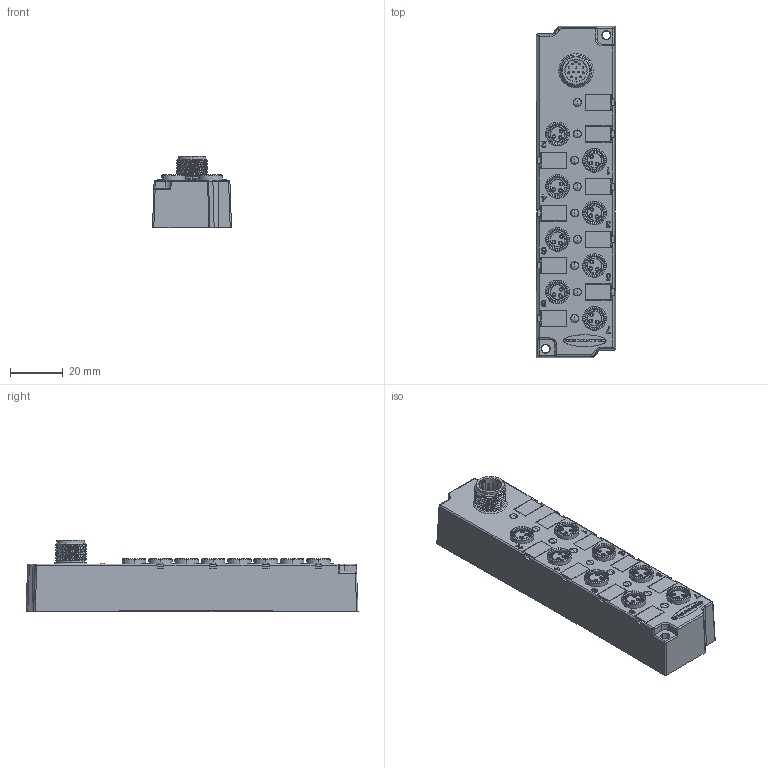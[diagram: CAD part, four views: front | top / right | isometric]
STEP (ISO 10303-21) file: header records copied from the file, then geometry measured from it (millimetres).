
FILE_DESCRIPTION((''),'2;1');
FILE_NAME('242902_SM01_ASM','2024-07-08T09:30:50',('banengservice'),('BANNER ENGINEERING'),'CREO PARAMETRIC BY PTC INC, 2022414','CREO PARAMETRIC BY PTC INC, 2022414','');
FILE_SCHEMA(('CONFIG_CONTROL_DESIGN'));
Products named in the file (2): 242902; 242902_SM01_ASM
Assembly tree (1 placements, depth 2):
  242902_SM01_ASM
    242902
Bounding box: 30 x 125.99 x 27 mm (x, y, z)
Volume: 65485.6 mm3; surface area: 21212.3 mm2
Topology: 1 solids, 14 shells, 2158 faces, 6006 edges, 3874 vertices
Faces by surface type: plane 1127, cylinder 590, cone 230, extrusion 78, sphere 50, bspline 46, torus 37
Entity records: 92317 total; most frequent: CARTESIAN_POINT 37297, ORIENTED_EDGE 11896, DIRECTION 10741, EDGE_CURVE 5948, VECTOR 3999, LINE 3921, VERTEX_POINT 3874, AXIS2_PLACEMENT_3D 3371
